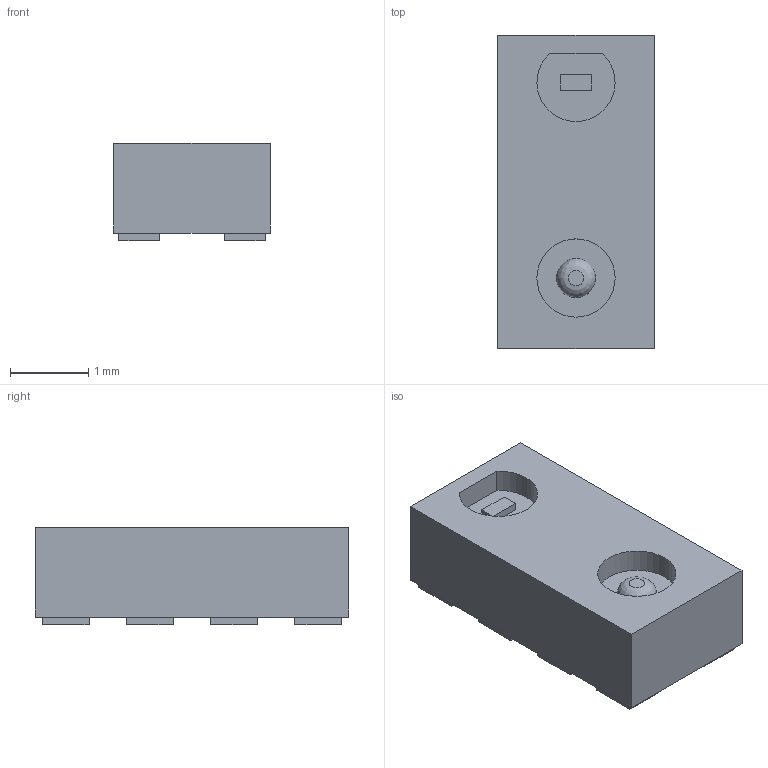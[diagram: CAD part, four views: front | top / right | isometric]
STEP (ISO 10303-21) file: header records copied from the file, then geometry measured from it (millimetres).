
FILE_DESCRIPTION(/* description */ (''),/* implementation_level */ '2;1');
FILE_NAME(/* name */ 'VCNL4040M3OE.step',/* time_stamp */ '2024-01-30T13:21:22+01:00',/* author */ (''),/* organization */ (''),/* preprocessor_version */ 'ST-DEVELOPER v20',/* originating_system */ 'Autodesk Translation Framework v12.14.0.127',/* authorisation */ '');
FILE_SCHEMA (('AUTOMOTIVE_DESIGN { 1 0 10303 214 3 1 1 }'));
Length unit declared in the file: millimetre
Products named in the file (3): (Unsaved); Body; Pins
Assembly tree (2 placements, depth 2):
  (Unsaved)
    Body
    Pins
Bounding box: 2 x 4 x 1.25 mm (x, y, z)
Volume: 9 mm3; surface area: 38.6 mm2
Topology: 9 solids, 9 shells, 66 faces, 132 edges, 88 vertices
Faces by surface type: plane 63, cylinder 2, bspline 1
Full cylindrical faces by diameter (mm): 1 x1
Entity records: 1814 total; most frequent: CARTESIAN_POINT 317, DIRECTION 279, ORIENTED_EDGE 264, EDGE_CURVE 132, LINE 125, VECTOR 125, VERTEX_POINT 88, AXIS2_PLACEMENT_3D 77
